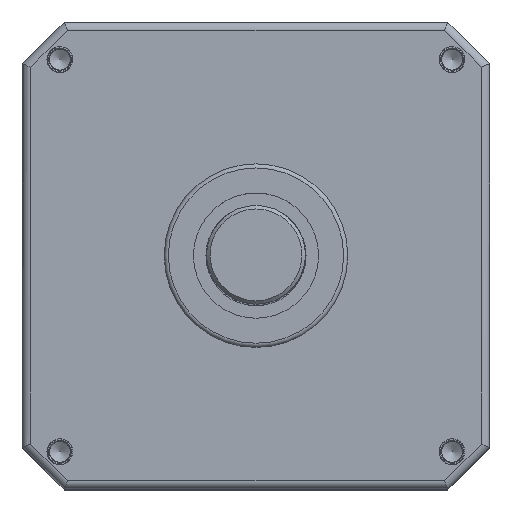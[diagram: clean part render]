
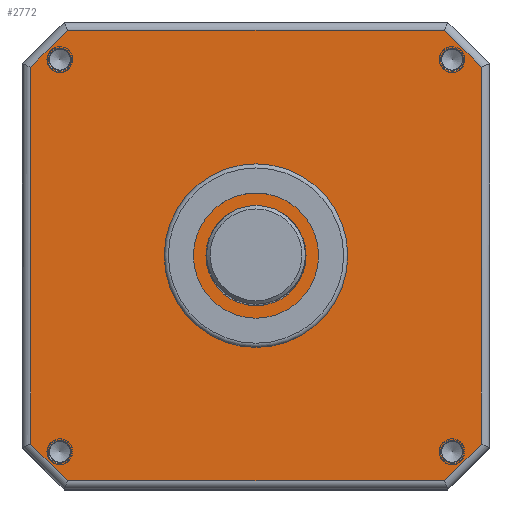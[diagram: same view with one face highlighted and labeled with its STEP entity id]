
A CAD part, top view. The second image highlights one B-rep face of the part: STEP entity #2772.
In plain terms, the highlighted planar face has unit normal (0, 0, 1).
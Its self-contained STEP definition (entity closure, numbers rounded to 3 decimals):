
#231=FACE_BOUND('',#1000,.T.);
#232=FACE_BOUND('',#1001,.T.);
#233=FACE_BOUND('',#1002,.T.);
#234=FACE_BOUND('',#1003,.T.);
#235=FACE_BOUND('',#1004,.T.);
#248=PLANE('',#2990);
#360=LINE('',#6185,#537);
#362=LINE('',#6194,#539);
#363=LINE('',#6199,#540);
#366=LINE('',#6210,#543);
#368=LINE('',#6216,#545);
#369=LINE('',#6218,#546);
#371=LINE('',#6221,#548);
#374=LINE('',#6225,#551);
#537=VECTOR('',#3385,10.);
#539=VECTOR('',#3393,10.);
#540=VECTOR('',#3398,10.);
#543=VECTOR('',#3409,10.);
#545=VECTOR('',#3415,10.);
#546=VECTOR('',#3418,10.);
#548=VECTOR('',#3422,10.);
#551=VECTOR('',#3427,10.);
#831=FACE_OUTER_BOUND('',#999,.T.);
#999=EDGE_LOOP('',(#2189,#2190,#2191,#2192,#2193,#2194,#2195,#2196));
#1000=EDGE_LOOP('',(#2197));
#1001=EDGE_LOOP('',(#2198));
#1002=EDGE_LOOP('',(#2199));
#1003=EDGE_LOOP('',(#2200));
#1004=EDGE_LOOP('',(#2201));
#1113=CIRCLE('',#2991,6.);
#1114=CIRCLE('',#2992,1.391);
#1115=CIRCLE('',#2993,1.391);
#1116=CIRCLE('',#2994,1.391);
#1117=CIRCLE('',#2995,1.391);
#1327=VERTEX_POINT('',#6182);
#1328=VERTEX_POINT('',#6184);
#1331=VERTEX_POINT('',#6191);
#1332=VERTEX_POINT('',#6193);
#1333=VERTEX_POINT('',#6197);
#1334=VERTEX_POINT('',#6198);
#1338=VERTEX_POINT('',#6208);
#1340=VERTEX_POINT('',#6214);
#1346=VERTEX_POINT('',#6245);
#1347=VERTEX_POINT('',#6247);
#1348=VERTEX_POINT('',#6249);
#1349=VERTEX_POINT('',#6251);
#1350=VERTEX_POINT('',#6253);
#1657=EDGE_CURVE('',#1327,#1328,#360,.T.);
#1661=EDGE_CURVE('',#1331,#1332,#362,.T.);
#1663=EDGE_CURVE('',#1333,#1334,#363,.T.);
#1669=EDGE_CURVE('',#1338,#1331,#366,.T.);
#1672=EDGE_CURVE('',#1340,#1338,#368,.T.);
#1673=EDGE_CURVE('',#1334,#1340,#369,.T.);
#1675=EDGE_CURVE('',#1328,#1333,#371,.T.);
#1678=EDGE_CURVE('',#1332,#1327,#374,.T.);
#1688=EDGE_CURVE('',#1346,#1346,#1113,.T.);
#1689=EDGE_CURVE('',#1347,#1347,#1114,.T.);
#1690=EDGE_CURVE('',#1348,#1348,#1115,.T.);
#1691=EDGE_CURVE('',#1349,#1349,#1116,.T.);
#1692=EDGE_CURVE('',#1350,#1350,#1117,.T.);
#2189=ORIENTED_EDGE('',*,*,#1663,.F.);
#2190=ORIENTED_EDGE('',*,*,#1675,.F.);
#2191=ORIENTED_EDGE('',*,*,#1657,.F.);
#2192=ORIENTED_EDGE('',*,*,#1678,.F.);
#2193=ORIENTED_EDGE('',*,*,#1661,.F.);
#2194=ORIENTED_EDGE('',*,*,#1669,.F.);
#2195=ORIENTED_EDGE('',*,*,#1672,.F.);
#2196=ORIENTED_EDGE('',*,*,#1673,.F.);
#2197=ORIENTED_EDGE('',*,*,#1688,.T.);
#2198=ORIENTED_EDGE('',*,*,#1689,.T.);
#2199=ORIENTED_EDGE('',*,*,#1690,.T.);
#2200=ORIENTED_EDGE('',*,*,#1691,.T.);
#2201=ORIENTED_EDGE('',*,*,#1692,.T.);
#2772=ADVANCED_FACE('',(#831,#231,#232,#233,#234,#235),#248,.T.);
#2990=AXIS2_PLACEMENT_3D('',#6244,#3445,#3446);
#2991=AXIS2_PLACEMENT_3D('',#6246,#3447,#3448);
#2992=AXIS2_PLACEMENT_3D('',#6248,#3449,#3450);
#2993=AXIS2_PLACEMENT_3D('',#6250,#3451,#3452);
#2994=AXIS2_PLACEMENT_3D('',#6252,#3453,#3454);
#2995=AXIS2_PLACEMENT_3D('',#6254,#3455,#3456);
#3385=DIRECTION('',(-1.,0.,0.));
#3393=DIRECTION('',(0.,-1.,0.));
#3398=DIRECTION('',(0.,1.,0.));
#3409=DIRECTION('',(0.707,-0.707,0.));
#3415=DIRECTION('',(1.,0.,0.));
#3418=DIRECTION('',(0.707,0.707,0.));
#3422=DIRECTION('',(-0.707,0.707,0.));
#3427=DIRECTION('',(-0.707,-0.707,0.));
#3445=DIRECTION('center_axis',(0.,0.,1.));
#3446=DIRECTION('ref_axis',(1.,0.,0.));
#3447=DIRECTION('center_axis',(0.,0.,-1.));
#3448=DIRECTION('ref_axis',(1.,0.,0.));
#3449=DIRECTION('center_axis',(0.,0.,-1.));
#3450=DIRECTION('ref_axis',(1.,0.,0.));
#3451=DIRECTION('center_axis',(0.,0.,-1.));
#3452=DIRECTION('ref_axis',(1.,0.,0.));
#3453=DIRECTION('center_axis',(0.,0.,-1.));
#3454=DIRECTION('ref_axis',(1.,0.,0.));
#3455=DIRECTION('center_axis',(0.,0.,-1.));
#3456=DIRECTION('ref_axis',(1.,0.,0.));
#6182=CARTESIAN_POINT('',(22.586,-27.,0.));
#6184=CARTESIAN_POINT('',(-22.586,-27.,0.));
#6185=CARTESIAN_POINT('',(14.,-27.,0.));
#6191=CARTESIAN_POINT('',(27.,22.586,0.));
#6193=CARTESIAN_POINT('',(27.,-22.586,0.));
#6194=CARTESIAN_POINT('',(27.,14.,0.));
#6197=CARTESIAN_POINT('',(-27.,-22.586,0.));
#6198=CARTESIAN_POINT('',(-27.,22.586,0.));
#6199=CARTESIAN_POINT('',(-27.,-14.,0.));
#6208=CARTESIAN_POINT('',(22.586,27.,0.));
#6210=CARTESIAN_POINT('',(24.793,24.793,0.));
#6214=CARTESIAN_POINT('',(-22.586,27.,0.));
#6216=CARTESIAN_POINT('',(-14.,27.,0.));
#6218=CARTESIAN_POINT('',(-24.793,24.793,0.));
#6221=CARTESIAN_POINT('',(-24.793,-24.793,0.));
#6225=CARTESIAN_POINT('',(24.793,-24.793,0.));
#6244=CARTESIAN_POINT('Origin',(0.,0.,0.));
#6245=CARTESIAN_POINT('',(-6.,0.,0.));
#6246=CARTESIAN_POINT('Origin',(0.,0.,0.));
#6247=CARTESIAN_POINT('',(22.109,-23.5,0.));
#6248=CARTESIAN_POINT('Origin',(23.5,-23.5,0.));
#6249=CARTESIAN_POINT('',(-24.891,23.5,0.));
#6250=CARTESIAN_POINT('Origin',(-23.5,23.5,0.));
#6251=CARTESIAN_POINT('',(22.109,23.5,0.));
#6252=CARTESIAN_POINT('Origin',(23.5,23.5,0.));
#6253=CARTESIAN_POINT('',(-24.891,-23.5,0.));
#6254=CARTESIAN_POINT('Origin',(-23.5,-23.5,0.));
